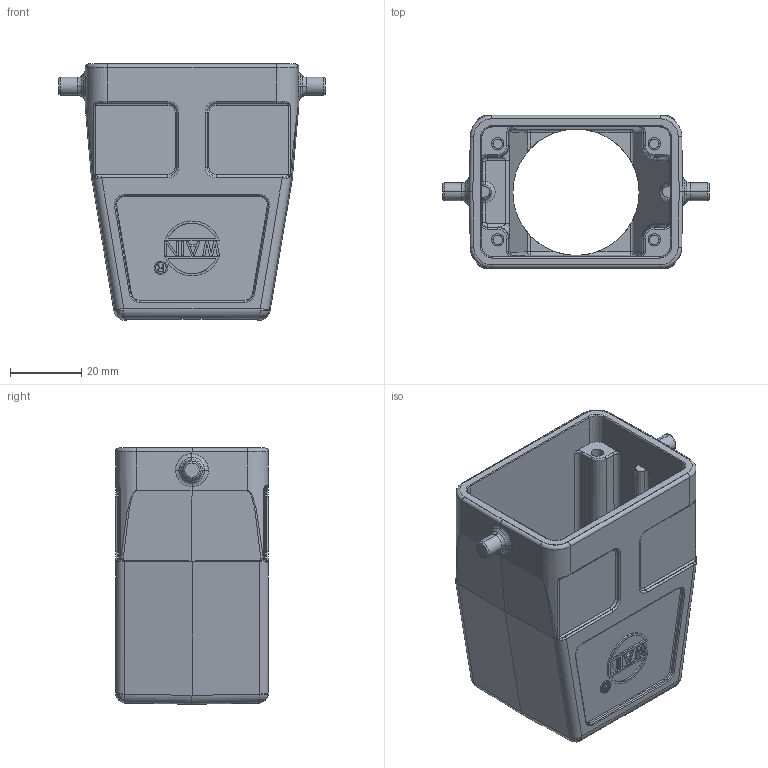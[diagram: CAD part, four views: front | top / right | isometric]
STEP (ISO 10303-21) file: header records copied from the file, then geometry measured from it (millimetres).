
FILE_DESCRIPTION((''),'2;1');
FILE_NAME('H6B-BEH','2019-02-27T',('sh.ye'),(''),'PRO/ENGINEER BY PARAMETRIC TECHNOLOGY CORPORATION, 2015240','PRO/ENGINEER BY PARAMETRIC TECHNOLOGY CORPORATION, 2015240','');
FILE_SCHEMA(('AUTOMOTIVE_DESIGN { 1 0 10303 214 1 1 1 1 }'));
Length unit declared in the file: millimetre
Products named in the file (1): H6B-BEH
Bounding box: 75 x 43 x 72.1 mm (x, y, z)
Volume: 52350 mm3; surface area: 27445.4 mm2
Topology: 1 solids, 1 shells, 616 faces, 1454 edges, 875 vertices
Faces by surface type: plane 247, cylinder 160, bspline 102, torus 73, cone 18, extrusion 8, sphere 8
Entity records: 24020 total; most frequent: CARTESIAN_POINT 10398, ORIENTED_EDGE 2908, DIRECTION 2670, EDGE_CURVE 1454, AXIS2_PLACEMENT_3D 940, VERTEX_POINT 875, VECTOR 790, LINE 782
